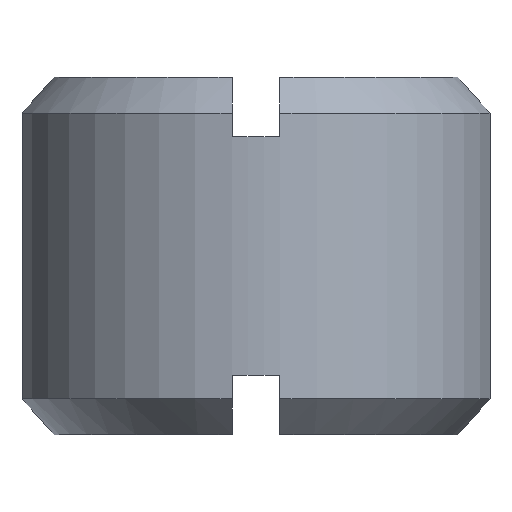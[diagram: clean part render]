
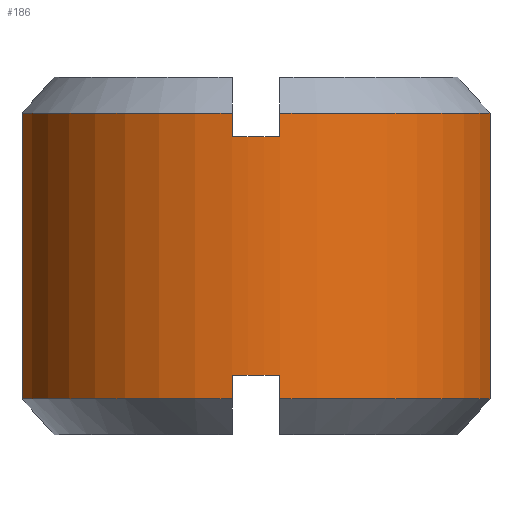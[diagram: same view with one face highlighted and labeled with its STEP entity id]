
A CAD part, left-side view. The second image highlights one B-rep face of the part: STEP entity #186.
In plain terms, the highlighted cylindrical face has radius 10 mm (diameter 20 mm), a partial arc.
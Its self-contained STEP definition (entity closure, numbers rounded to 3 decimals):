
#7 = LINE ( 'NONE', #611, #454 ) ;
#14 = DIRECTION ( 'NONE',  ( 1., 0., 0. ) ) ;
#37 = DIRECTION ( 'NONE',  ( 0., 0., 1. ) ) ;
#39 = CARTESIAN_POINT ( 'NONE',  ( 0., 0., 0. ) ) ;
#42 = EDGE_CURVE ( 'NONE', #225, #890, #197, .T. ) ;
#44 = FACE_OUTER_BOUND ( 'NONE', #886, .T. ) ;
#49 = CARTESIAN_POINT ( 'NONE',  ( -9.95, -1., -1.5 ) ) ;
#53 = LINE ( 'NONE', #58, #394 ) ;
#56 = CARTESIAN_POINT ( 'NONE',  ( -1.831, 9.831, 0. ) ) ;
#58 = CARTESIAN_POINT ( 'NONE',  ( -9.95, 1., 0. ) ) ;
#73 = DIRECTION ( 'NONE',  ( -1., 0., 0. ) ) ;
#79 = VERTEX_POINT ( 'NONE', #94 ) ;
#81 = CARTESIAN_POINT ( 'NONE',  ( -1.831, 9.831, -13.5 ) ) ;
#89 = DIRECTION ( 'NONE',  ( 1., 0., 0. ) ) ;
#90 = EDGE_CURVE ( 'NONE', #278, #383, #641, .T. ) ;
#91 = CARTESIAN_POINT ( 'NONE',  ( -9.95, -1., 0. ) ) ;
#94 = CARTESIAN_POINT ( 'NONE',  ( -1.831, -9.831, -13.5 ) ) ;
#112 = AXIS2_PLACEMENT_3D ( 'NONE', #230, #154, #292 ) ;
#124 = VERTEX_POINT ( 'NONE', #235 ) ;
#152 = DIRECTION ( 'NONE',  ( 0., 0., 1. ) ) ;
#154 = DIRECTION ( 'NONE',  ( 0., 0., 1. ) ) ;
#171 = CIRCLE ( 'NONE', #436, 10. ) ;
#179 = VECTOR ( 'NONE', #857, 1000. ) ;
#182 = CARTESIAN_POINT ( 'NONE',  ( -1.831, -9.831, -1.5 ) ) ;
#185 = ORIENTED_EDGE ( 'NONE', *, *, #696, .T. ) ;
#186 = ADVANCED_FACE ( 'NONE', ( #44 ), #708, .T. ) ;
#194 = ORIENTED_EDGE ( 'NONE', *, *, #667, .T. ) ;
#195 = CARTESIAN_POINT ( 'NONE',  ( -9.95, -1., -2.5 ) ) ;
#197 = CIRCLE ( 'NONE', #112, 10. ) ;
#199 = DIRECTION ( 'NONE',  ( 0., 0., -1. ) ) ;
#212 = ORIENTED_EDGE ( 'NONE', *, *, #602, .F. ) ;
#213 = VERTEX_POINT ( 'NONE', #81 ) ;
#214 = VECTOR ( 'NONE', #532, 1000. ) ;
#220 = DIRECTION ( 'NONE',  ( 0., 0., 1. ) ) ;
#222 = CARTESIAN_POINT ( 'NONE',  ( 0., 0., -1.5 ) ) ;
#225 = VERTEX_POINT ( 'NONE', #558 ) ;
#226 = DIRECTION ( 'NONE',  ( 0., 0., -1. ) ) ;
#229 = ORIENTED_EDGE ( 'NONE', *, *, #755, .T. ) ;
#230 = CARTESIAN_POINT ( 'NONE',  ( 0., 0., -12.5 ) ) ;
#234 = CIRCLE ( 'NONE', #742, 10. ) ;
#235 = CARTESIAN_POINT ( 'NONE',  ( -9.95, 1., -1.5 ) ) ;
#237 = DIRECTION ( 'NONE',  ( 1., 0., 0. ) ) ;
#272 = ORIENTED_EDGE ( 'NONE', *, *, #410, .T. ) ;
#278 = VERTEX_POINT ( 'NONE', #49 ) ;
#279 = CARTESIAN_POINT ( 'NONE',  ( 0., 0., -2.5 ) ) ;
#285 = CARTESIAN_POINT ( 'NONE',  ( -1.831, -9.831, 0. ) ) ;
#289 = AXIS2_PLACEMENT_3D ( 'NONE', #332, #401, #901 ) ;
#292 = DIRECTION ( 'NONE',  ( 1., 0., 0. ) ) ;
#306 = VERTEX_POINT ( 'NONE', #381 ) ;
#326 = LINE ( 'NONE', #285, #179 ) ;
#332 = CARTESIAN_POINT ( 'NONE',  ( 0., 0., -1.5 ) ) ;
#337 = AXIS2_PLACEMENT_3D ( 'NONE', #39, #37, #237 ) ;
#341 = CARTESIAN_POINT ( 'NONE',  ( -9.95, 1., 0. ) ) ;
#345 = CARTESIAN_POINT ( 'NONE',  ( -9.95, 1., -2.5 ) ) ;
#357 = AXIS2_PLACEMENT_3D ( 'NONE', #222, #498, #89 ) ;
#364 = CARTESIAN_POINT ( 'NONE',  ( -9.95, 1., -13.5 ) ) ;
#381 = CARTESIAN_POINT ( 'NONE',  ( -1.831, 9.831, -1.5 ) ) ;
#383 = VERTEX_POINT ( 'NONE', #182 ) ;
#394 = VECTOR ( 'NONE', #754, 1000. ) ;
#401 = DIRECTION ( 'NONE',  ( 0., 0., 1. ) ) ;
#410 = EDGE_CURVE ( 'NONE', #278, #865, #7, .T. ) ;
#413 = DIRECTION ( 'NONE',  ( 1., 0., 0. ) ) ;
#416 = DIRECTION ( 'NONE',  ( 0., 0., 1. ) ) ;
#436 = AXIS2_PLACEMENT_3D ( 'NONE', #772, #220, #413 ) ;
#454 = VECTOR ( 'NONE', #199, 1000. ) ;
#457 = ORIENTED_EDGE ( 'NONE', *, *, #691, .T. ) ;
#466 = VECTOR ( 'NONE', #152, 1000. ) ;
#481 = ORIENTED_EDGE ( 'NONE', *, *, #885, .T. ) ;
#498 = DIRECTION ( 'NONE',  ( 0., 0., 1. ) ) ;
#501 = ORIENTED_EDGE ( 'NONE', *, *, #808, .F. ) ;
#527 = EDGE_CURVE ( 'NONE', #306, #124, #735, .T. ) ;
#532 = DIRECTION ( 'NONE',  ( 0., 0., 1. ) ) ;
#533 = CIRCLE ( 'NONE', #698, 10. ) ;
#558 = CARTESIAN_POINT ( 'NONE',  ( -9.95, 1., -12.5 ) ) ;
#602 = EDGE_CURVE ( 'NONE', #213, #306, #610, .T. ) ;
#610 = LINE ( 'NONE', #56, #214 ) ;
#611 = CARTESIAN_POINT ( 'NONE',  ( -9.95, -1., 0. ) ) ;
#624 = CARTESIAN_POINT ( 'NONE',  ( -9.95, -1., -12.5 ) ) ;
#639 = CARTESIAN_POINT ( 'NONE',  ( 0., 0., -13.5 ) ) ;
#641 = CIRCLE ( 'NONE', #357, 10. ) ;
#654 = VERTEX_POINT ( 'NONE', #694 ) ;
#656 = ORIENTED_EDGE ( 'NONE', *, *, #677, .T. ) ;
#667 = EDGE_CURVE ( 'NONE', #654, #79, #171, .T. ) ;
#677 = EDGE_CURVE ( 'NONE', #865, #743, #533, .T. ) ;
#691 = EDGE_CURVE ( 'NONE', #743, #124, #849, .T. ) ;
#692 = ORIENTED_EDGE ( 'NONE', *, *, #527, .F. ) ;
#694 = CARTESIAN_POINT ( 'NONE',  ( -9.95, -1., -13.5 ) ) ;
#696 = EDGE_CURVE ( 'NONE', #213, #842, #234, .T. ) ;
#698 = AXIS2_PLACEMENT_3D ( 'NONE', #279, #845, #73 ) ;
#708 = CYLINDRICAL_SURFACE ( 'NONE', #337, 10. ) ;
#735 = CIRCLE ( 'NONE', #289, 10. ) ;
#742 = AXIS2_PLACEMENT_3D ( 'NONE', #639, #416, #14 ) ;
#743 = VERTEX_POINT ( 'NONE', #345 ) ;
#754 = DIRECTION ( 'NONE',  ( 0., 0., 1. ) ) ;
#755 = EDGE_CURVE ( 'NONE', #890, #654, #897, .T. ) ;
#757 = ORIENTED_EDGE ( 'NONE', *, *, #90, .F. ) ;
#772 = CARTESIAN_POINT ( 'NONE',  ( 0., 0., -13.5 ) ) ;
#775 = VECTOR ( 'NONE', #226, 1000. ) ;
#783 = ORIENTED_EDGE ( 'NONE', *, *, #42, .T. ) ;
#808 = EDGE_CURVE ( 'NONE', #383, #79, #326, .T. ) ;
#842 = VERTEX_POINT ( 'NONE', #364 ) ;
#845 = DIRECTION ( 'NONE',  ( 0., 0., -1. ) ) ;
#849 = LINE ( 'NONE', #341, #466 ) ;
#857 = DIRECTION ( 'NONE',  ( 0., 0., -1. ) ) ;
#865 = VERTEX_POINT ( 'NONE', #195 ) ;
#885 = EDGE_CURVE ( 'NONE', #842, #225, #53, .T. ) ;
#886 = EDGE_LOOP ( 'NONE', ( #692, #212, #185, #481, #783, #229, #194, #501, #757, #272, #656, #457 ) ) ;
#890 = VERTEX_POINT ( 'NONE', #624 ) ;
#897 = LINE ( 'NONE', #91, #775 ) ;
#901 = DIRECTION ( 'NONE',  ( 1., 0., 0. ) ) ;
